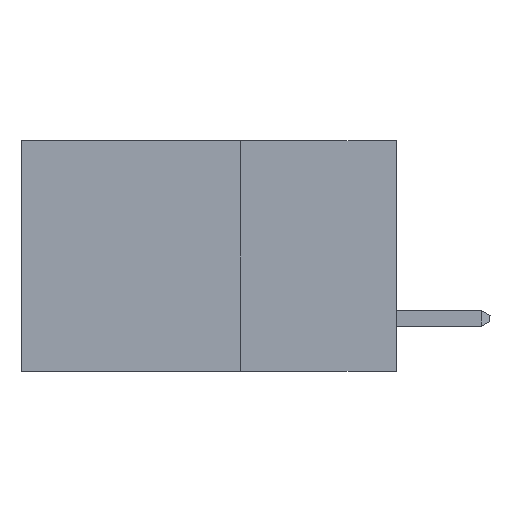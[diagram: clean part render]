
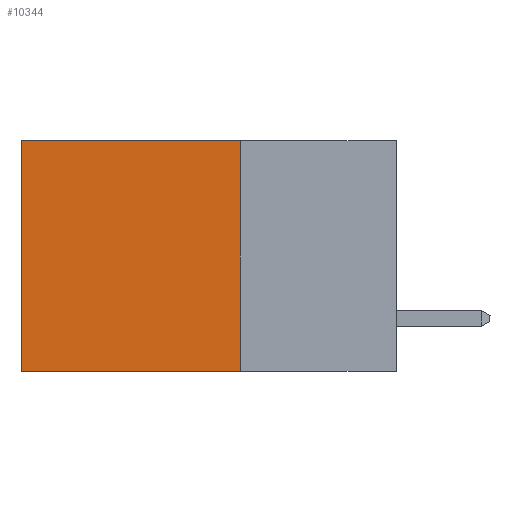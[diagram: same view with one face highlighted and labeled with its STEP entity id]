
A CAD part, left-side view. The second image highlights one B-rep face of the part: STEP entity #10344.
In plain terms, the highlighted planar face has unit normal (-1, 0, 0).
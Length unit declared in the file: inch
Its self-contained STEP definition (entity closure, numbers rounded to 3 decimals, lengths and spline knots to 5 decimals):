
#392 = ORIENTED_EDGE ( 'NONE', *, *, #10647, .F. ) ;
#628 = VECTOR ( 'NONE', #6194, 39.37008 ) ;
#1435 = ORIENTED_EDGE ( 'NONE', *, *, #11638, .T. ) ;
#1500 = CARTESIAN_POINT ( 'NONE',  ( 0.2615, 0.25, 0. ) ) ;
#1911 = LINE ( 'NONE', #4071, #11867 ) ;
#2718 = CARTESIAN_POINT ( 'NONE',  ( 0.2615, 0.25, -0.37 ) ) ;
#2952 = CARTESIAN_POINT ( 'NONE',  ( 0.2615, 0.25, 0. ) ) ;
#3224 = ORIENTED_EDGE ( 'NONE', *, *, #12237, .F. ) ;
#3809 = LINE ( 'NONE', #1500, #628 ) ;
#4071 = CARTESIAN_POINT ( 'NONE',  ( 0.2615, 0.25, -0.37 ) ) ;
#4786 = FACE_OUTER_BOUND ( 'NONE', #10977, .T. ) ;
#5217 = ORIENTED_EDGE ( 'NONE', *, *, #11259, .T. ) ;
#5321 = DIRECTION ( 'NONE',  ( 0., 0., -1. ) ) ;
#6075 = CARTESIAN_POINT ( 'NONE',  ( 0.2615, 0.25, -0.37 ) ) ;
#6194 = DIRECTION ( 'NONE',  ( 0., 1., 0. ) ) ;
#6878 = CARTESIAN_POINT ( 'NONE',  ( 0.2615, 0.6, 0. ) ) ;
#7099 = DIRECTION ( 'NONE',  ( 1., 0., 0. ) ) ;
#7332 = CARTESIAN_POINT ( 'NONE',  ( 0.2615, 0.6, -0.37 ) ) ;
#8455 = LINE ( 'NONE', #7332, #9062 ) ;
#9045 = LINE ( 'NONE', #13630, #11830 ) ;
#9052 = VERTEX_POINT ( 'NONE', #6075 ) ;
#9062 = VECTOR ( 'NONE', #5321, 39.37008 ) ;
#10186 = DIRECTION ( 'NONE',  ( 0., 0., -1. ) ) ;
#10344 = ADVANCED_FACE ( 'NONE', ( #4786 ), #10885, .F. ) ;
#10585 = DIRECTION ( 'NONE',  ( 0., 0., -1. ) ) ;
#10647 = EDGE_CURVE ( 'NONE', #13755, #9052, #9045, .T. ) ;
#10849 = AXIS2_PLACEMENT_3D ( 'NONE', #2718, #7099, #10585 ) ;
#10885 = PLANE ( 'NONE',  #10849 ) ;
#10977 = EDGE_LOOP ( 'NONE', ( #1435, #3224, #392, #5217 ) ) ;
#11152 = DIRECTION ( 'NONE',  ( 0., 1., 0. ) ) ;
#11259 = EDGE_CURVE ( 'NONE', #13755, #11474, #3809, .T. ) ;
#11474 = VERTEX_POINT ( 'NONE', #6878 ) ;
#11638 = EDGE_CURVE ( 'NONE', #11474, #14762, #8455, .T. ) ;
#11830 = VECTOR ( 'NONE', #10186, 39.37008 ) ;
#11867 = VECTOR ( 'NONE', #11152, 39.37008 ) ;
#12237 = EDGE_CURVE ( 'NONE', #9052, #14762, #1911, .T. ) ;
#12819 = CARTESIAN_POINT ( 'NONE',  ( 0.2615, 0.6, -0.37 ) ) ;
#13630 = CARTESIAN_POINT ( 'NONE',  ( 0.2615, 0.25, -0.37 ) ) ;
#13755 = VERTEX_POINT ( 'NONE', #2952 ) ;
#14762 = VERTEX_POINT ( 'NONE', #12819 ) ;
